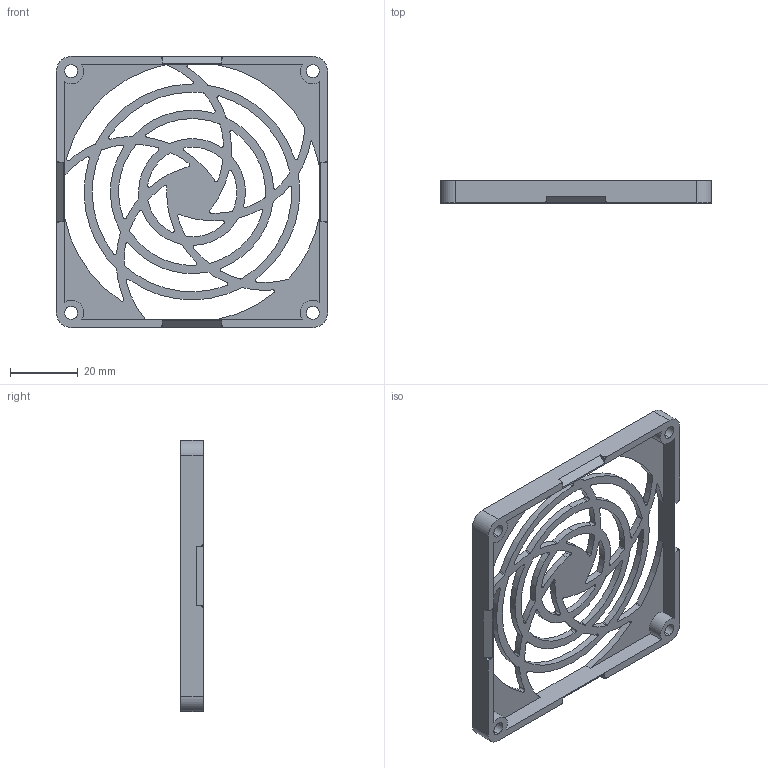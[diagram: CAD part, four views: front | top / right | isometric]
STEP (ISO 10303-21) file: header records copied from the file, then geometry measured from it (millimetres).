
FILE_DESCRIPTION (( 'STEP AP203' ), '1' );
FILE_NAME ('09325-G.STEP', '2020-02-20T01:39:24', ( '' ), ( '' ), 'SwSTEP 2.0', 'SolidWorks 2016', '' );
FILE_SCHEMA (( 'CONFIG_CONTROL_DESIGN' ));
Length unit declared in the file: millimetre
Products named in the file (1): 09325-G
Bounding box: 80 x 6.6 x 80 mm (x, y, z)
Volume: 10041.4 mm3; surface area: 13005.7 mm2
Topology: 1 solids, 1 shells, 227 faces, 676 edges, 448 vertices
Faces by surface type: cylinder 188, plane 23, cone 8, bspline 8
Entity records: 8075 total; most frequent: DIRECTION 1500, CARTESIAN_POINT 1464, ORIENTED_EDGE 1352, EDGE_CURVE 676, AXIS2_PLACEMENT_3D 612, VERTEX_POINT 448, CIRCLE 392, VECTOR 276
